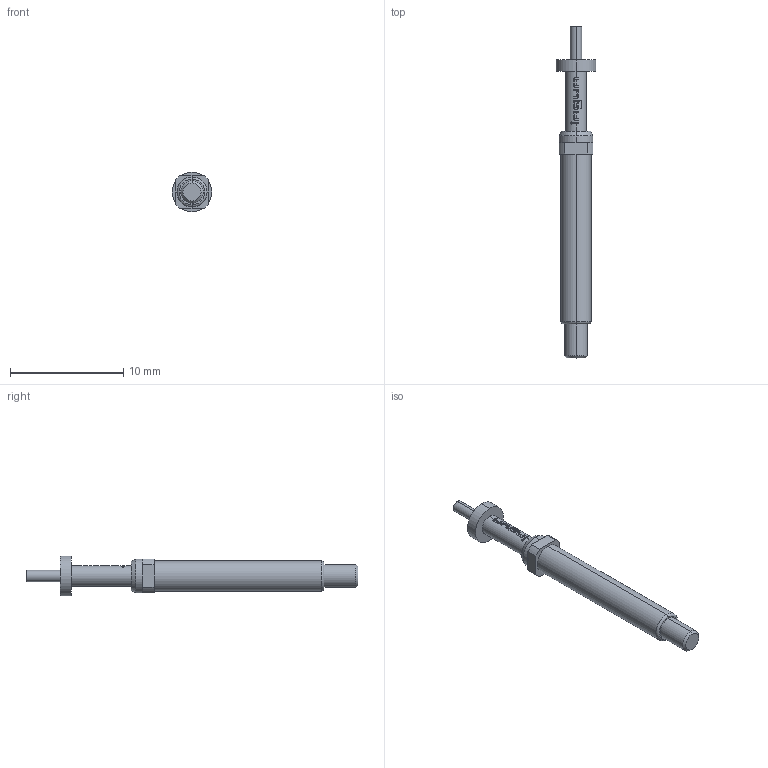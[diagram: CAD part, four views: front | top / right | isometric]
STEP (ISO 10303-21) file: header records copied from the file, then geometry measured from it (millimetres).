
FILE_DESCRIPTION (( 'STEP AP203' ), '1' );
FILE_NAME ('INGUN_T-113_302_100_300_350_S_xx02_M_0.STEP', '2016-11-10T13:38:10', ( '' ), ( '' ), 'SwSTEP 2.0', 'SolidWorks 2016', '' );
FILE_SCHEMA (( 'CONFIG_CONTROL_DESIGN' ));
Length unit declared in the file: millimetre
Products named in the file (1): INGUN_T-113_302_100_300_350_S_xx02_M_0
Bounding box: 3.5 x 29.3 x 3.5 mm (x, y, z)
Volume: 132.5 mm3; surface area: 243.2 mm2
Topology: 1 solids, 1 shells, 106 faces, 285 edges, 188 vertices
Faces by surface type: plane 52, cylinder 26, bspline 22, cone 4, torus 2
Entity records: 3698 total; most frequent: CARTESIAN_POINT 1100, ORIENTED_EDGE 570, DIRECTION 467, EDGE_CURVE 285, VERTEX_POINT 188, AXIS2_PLACEMENT_3D 183, EDGE_LOOP 113, ADVANCED_FACE 106
